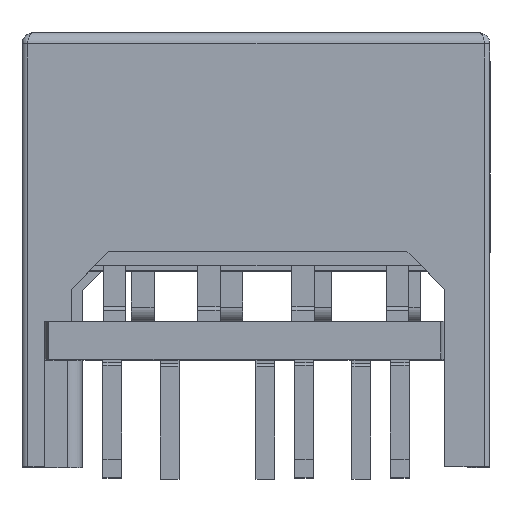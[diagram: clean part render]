
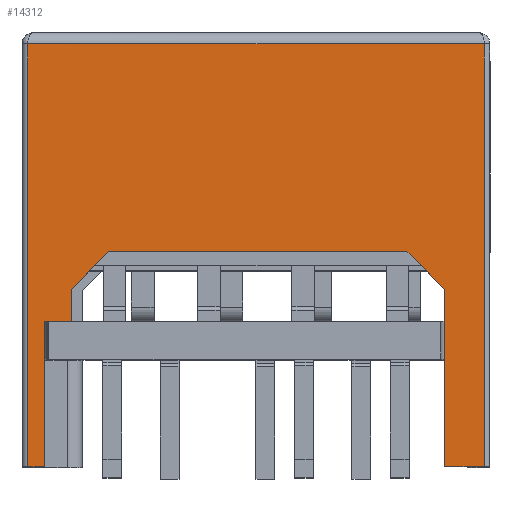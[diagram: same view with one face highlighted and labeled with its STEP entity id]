
A CAD part, top view. The second image highlights one B-rep face of the part: STEP entity #14312.
In plain terms, the highlighted planar face has unit normal (0, 0, 1).
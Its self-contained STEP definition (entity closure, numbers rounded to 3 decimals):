
#8 = CARTESIAN_POINT ( 'NONE',  ( -2.24, 5.7, 0.9 ) ) ;
#263 = VECTOR ( 'NONE', #15187, 1000. ) ;
#731 = LINE ( 'NONE', #13748, #2137 ) ;
#777 = ORIENTED_EDGE ( 'NONE', *, *, #13815, .F. ) ;
#1420 = VERTEX_POINT ( 'NONE', #13354 ) ;
#1559 = LINE ( 'NONE', #8, #13174 ) ;
#1977 = CARTESIAN_POINT ( 'NONE',  ( 8.81, 4.7, 0.9 ) ) ;
#2137 = VECTOR ( 'NONE', #4939, 1000. ) ;
#2450 = CARTESIAN_POINT ( 'NONE',  ( 8.81, 3.85, 0.9 ) ) ;
#2649 = CARTESIAN_POINT ( 'NONE',  ( -1.79, 0.1, 0.9 ) ) ;
#2899 = VERTEX_POINT ( 'NONE', #12314 ) ;
#2948 = VERTEX_POINT ( 'NONE', #9988 ) ;
#3154 = CARTESIAN_POINT ( 'NONE',  ( 8.81, 4.7, 0.9 ) ) ;
#3239 = VERTEX_POINT ( 'NONE', #8460 ) ;
#3274 = LINE ( 'NONE', #7645, #9628 ) ;
#3452 = CARTESIAN_POINT ( 'NONE',  ( -1.09, 3.85, 0.9 ) ) ;
#3897 = EDGE_CURVE ( 'NONE', #18336, #12735, #3274, .T. ) ;
#4007 = EDGE_CURVE ( 'NONE', #2948, #9808, #15512, .T. ) ;
#4131 = EDGE_CURVE ( 'NONE', #3239, #18336, #13072, .T. ) ;
#4200 = ORIENTED_EDGE ( 'NONE', *, *, #18761, .T. ) ;
#4809 = LINE ( 'NONE', #3154, #12370 ) ;
#4885 = VECTOR ( 'NONE', #11439, 1000. ) ;
#4939 = DIRECTION ( 'NONE',  ( -1., 0., 0. ) ) ;
#5400 = CARTESIAN_POINT ( 'NONE',  ( -2.39, 5.7, 0.9 ) ) ;
#5980 = VERTEX_POINT ( 'NONE', #6521 ) ;
#6338 = DIRECTION ( 'NONE',  ( 0., 0., 1. ) ) ;
#6397 = CARTESIAN_POINT ( 'NONE',  ( 10.01, 0., 0.9 ) ) ;
#6461 = ORIENTED_EDGE ( 'NONE', *, *, #8436, .T. ) ;
#6521 = CARTESIAN_POINT ( 'NONE',  ( 8.81, 0., 0.9 ) ) ;
#6544 = VECTOR ( 'NONE', #9959, 1000. ) ;
#6616 = CARTESIAN_POINT ( 'NONE',  ( -2.39, 5.7, 0.9 ) ) ;
#6859 = CARTESIAN_POINT ( 'NONE',  ( 9.86, 11.2, 0.9 ) ) ;
#6965 = ORIENTED_EDGE ( 'NONE', *, *, #3897, .T. ) ;
#7506 = CARTESIAN_POINT ( 'NONE',  ( -2.24, 0., 0.9 ) ) ;
#7557 = ORIENTED_EDGE ( 'NONE', *, *, #15747, .T. ) ;
#7645 = CARTESIAN_POINT ( 'NONE',  ( -2.39, 11.2, 0.9 ) ) ;
#7934 = VERTEX_POINT ( 'NONE', #1977 ) ;
#8290 = LINE ( 'NONE', #2450, #6544 ) ;
#8436 = EDGE_CURVE ( 'NONE', #12735, #14161, #1559, .T. ) ;
#8460 = CARTESIAN_POINT ( 'NONE',  ( 9.86, 0., 0.9 ) ) ;
#8474 = VERTEX_POINT ( 'NONE', #13320 ) ;
#8631 = VERTEX_POINT ( 'NONE', #13181 ) ;
#8679 = VECTOR ( 'NONE', #9670, 1000. ) ;
#8999 = EDGE_CURVE ( 'NONE', #1420, #2899, #16006, .T. ) ;
#9078 = DIRECTION ( 'NONE',  ( 0.707, -0.707, 0. ) ) ;
#9297 = LINE ( 'NONE', #6397, #14213 ) ;
#9335 = DIRECTION ( 'NONE',  ( 1., 0., 0. ) ) ;
#9628 = VECTOR ( 'NONE', #11917, 1000. ) ;
#9670 = DIRECTION ( 'NONE',  ( 1., 0., 0. ) ) ;
#9808 = VERTEX_POINT ( 'NONE', #3452 ) ;
#9959 = DIRECTION ( 'NONE',  ( 0., 1., 0. ) ) ;
#9988 = CARTESIAN_POINT ( 'NONE',  ( -1.79, 3.85, 0.9 ) ) ;
#10282 = ORIENTED_EDGE ( 'NONE', *, *, #11362, .F. ) ;
#10538 = DIRECTION ( 'NONE',  ( 0., -1., 0. ) ) ;
#10699 = EDGE_CURVE ( 'NONE', #3239, #5980, #9297, .T. ) ;
#11220 = AXIS2_PLACEMENT_3D ( 'NONE', #6616, #6338, #9335 ) ;
#11362 = EDGE_CURVE ( 'NONE', #8474, #14161, #731, .T. ) ;
#11439 = DIRECTION ( 'NONE',  ( 0., 1., 0. ) ) ;
#11668 = VECTOR ( 'NONE', #17390, 1000. ) ;
#11787 = CARTESIAN_POINT ( 'NONE',  ( -1.09, 3.85, 0.9 ) ) ;
#11917 = DIRECTION ( 'NONE',  ( -1., 0., 0. ) ) ;
#12314 = CARTESIAN_POINT ( 'NONE',  ( 7.81, 5.7, 0.9 ) ) ;
#12370 = VECTOR ( 'NONE', #9078, 1000. ) ;
#12485 = CARTESIAN_POINT ( 'NONE',  ( -2.39, 3.85, 0.9 ) ) ;
#12735 = VERTEX_POINT ( 'NONE', #17623 ) ;
#13072 = LINE ( 'NONE', #19077, #4885 ) ;
#13174 = VECTOR ( 'NONE', #10538, 1000. ) ;
#13181 = CARTESIAN_POINT ( 'NONE',  ( -1.09, 4.7, 0.9 ) ) ;
#13276 = EDGE_CURVE ( 'NONE', #8631, #1420, #13384, .T. ) ;
#13320 = CARTESIAN_POINT ( 'NONE',  ( -1.79, 0., 0.9 ) ) ;
#13354 = CARTESIAN_POINT ( 'NONE',  ( -0.09, 5.7, 0.9 ) ) ;
#13384 = LINE ( 'NONE', #17728, #17471 ) ;
#13748 = CARTESIAN_POINT ( 'NONE',  ( -1.79, 0., 0.9 ) ) ;
#13815 = EDGE_CURVE ( 'NONE', #5980, #7934, #8290, .T. ) ;
#14161 = VERTEX_POINT ( 'NONE', #7506 ) ;
#14213 = VECTOR ( 'NONE', #16824, 1000. ) ;
#14265 = ORIENTED_EDGE ( 'NONE', *, *, #10699, .F. ) ;
#14312 = ADVANCED_FACE ( 'NONE', ( #16862 ), #18433, .T. ) ;
#14313 = ORIENTED_EDGE ( 'NONE', *, *, #4131, .T. ) ;
#15015 = VECTOR ( 'NONE', #17565, 1000. ) ;
#15187 = DIRECTION ( 'NONE',  ( 0., 1., 0. ) ) ;
#15282 = ORIENTED_EDGE ( 'NONE', *, *, #4007, .T. ) ;
#15512 = LINE ( 'NONE', #12485, #8679 ) ;
#15747 = EDGE_CURVE ( 'NONE', #8474, #2948, #17466, .T. ) ;
#16006 = LINE ( 'NONE', #5400, #11668 ) ;
#16068 = ORIENTED_EDGE ( 'NONE', *, *, #8999, .T. ) ;
#16447 = DIRECTION ( 'NONE',  ( 0.707, 0.707, 0. ) ) ;
#16489 = LINE ( 'NONE', #11787, #263 ) ;
#16824 = DIRECTION ( 'NONE',  ( -1., 0., 0. ) ) ;
#16862 = FACE_OUTER_BOUND ( 'NONE', #16972, .T. ) ;
#16972 = EDGE_LOOP ( 'NONE', ( #6965, #6461, #10282, #7557, #15282, #17416, #19274, #16068, #4200, #777, #14265, #14313 ) ) ;
#17390 = DIRECTION ( 'NONE',  ( 1., 0., 0. ) ) ;
#17416 = ORIENTED_EDGE ( 'NONE', *, *, #18757, .T. ) ;
#17466 = LINE ( 'NONE', #2649, #15015 ) ;
#17471 = VECTOR ( 'NONE', #16447, 1000. ) ;
#17565 = DIRECTION ( 'NONE',  ( 0., 1., 0. ) ) ;
#17623 = CARTESIAN_POINT ( 'NONE',  ( -2.24, 11.2, 0.9 ) ) ;
#17728 = CARTESIAN_POINT ( 'NONE',  ( -1.09, 4.7, 0.9 ) ) ;
#18336 = VERTEX_POINT ( 'NONE', #6859 ) ;
#18433 = PLANE ( 'NONE',  #11220 ) ;
#18757 = EDGE_CURVE ( 'NONE', #9808, #8631, #16489, .T. ) ;
#18761 = EDGE_CURVE ( 'NONE', #2899, #7934, #4809, .T. ) ;
#19077 = CARTESIAN_POINT ( 'NONE',  ( 9.86, 5.7, 0.9 ) ) ;
#19274 = ORIENTED_EDGE ( 'NONE', *, *, #13276, .T. ) ;
